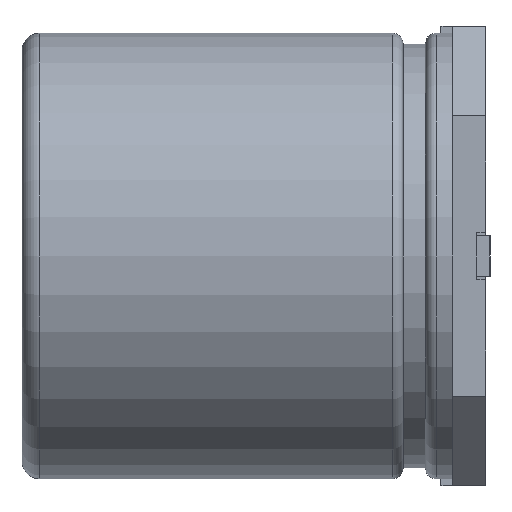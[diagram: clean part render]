
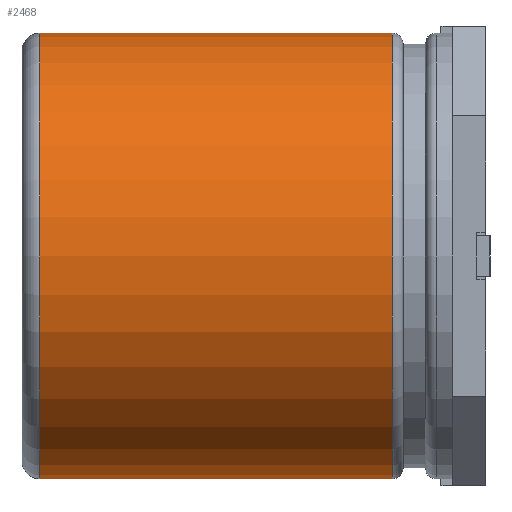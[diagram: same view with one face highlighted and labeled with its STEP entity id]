
A CAD part, left-side view. The second image highlights one B-rep face of the part: STEP entity #2468.
In plain terms, the highlighted cylindrical face has radius 5 mm (diameter 10 mm), a partial arc.
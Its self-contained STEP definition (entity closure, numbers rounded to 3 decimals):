
#1 = AXIS2_PLACEMENT_3D ( 'NONE', #4429, #6837, #806 ) ;
#369 = ORIENTED_EDGE ( 'NONE', *, *, #2595, .F. ) ;
#498 = DIRECTION ( 'NONE',  ( 0., -1., 0. ) ) ;
#578 = CARTESIAN_POINT ( 'NONE',  ( 0., 0.35, -5. ) ) ;
#662 = EDGE_CURVE ( 'NONE', #6966, #6162, #7259, .T. ) ;
#806 = DIRECTION ( 'NONE',  ( 0., 0., -1. ) ) ;
#1068 = FACE_OUTER_BOUND ( 'NONE', #6025, .T. ) ;
#1321 = EDGE_CURVE ( 'NONE', #3004, #6966, #5269, .T. ) ;
#1802 = CARTESIAN_POINT ( 'NONE',  ( 0., 10.1, -5. ) ) ;
#1816 = CARTESIAN_POINT ( 'NONE',  ( 0., 2.19, 0. ) ) ;
#2174 = AXIS2_PLACEMENT_3D ( 'NONE', #4240, #498, #4214 ) ;
#2383 = ORIENTED_EDGE ( 'NONE', *, *, #662, .T. ) ;
#2468 = ADVANCED_FACE ( 'NONE', ( #1068 ), #4953, .T. ) ;
#2595 = EDGE_CURVE ( 'NONE', #3004, #4083, #7508, .T. ) ;
#3004 = VERTEX_POINT ( 'NONE', #4001 ) ;
#3033 = DIRECTION ( 'NONE',  ( 0., 0., -1. ) ) ;
#3058 = DIRECTION ( 'NONE',  ( 0., -1., 0. ) ) ;
#3570 = VECTOR ( 'NONE', #5499, 1000. ) ;
#3714 = AXIS2_PLACEMENT_3D ( 'NONE', #1816, #3058, #3033 ) ;
#4001 = CARTESIAN_POINT ( 'NONE',  ( 0., 10.1, 5. ) ) ;
#4083 = VERTEX_POINT ( 'NONE', #4164 ) ;
#4164 = CARTESIAN_POINT ( 'NONE',  ( 0., 2.19, 5. ) ) ;
#4176 = EDGE_CURVE ( 'NONE', #4083, #6162, #6773, .T. ) ;
#4214 = DIRECTION ( 'NONE',  ( 0., 0., -1. ) ) ;
#4240 = CARTESIAN_POINT ( 'NONE',  ( 0., 10.1, 0. ) ) ;
#4429 = CARTESIAN_POINT ( 'NONE',  ( 0., 0.35, 0. ) ) ;
#4584 = CARTESIAN_POINT ( 'NONE',  ( 0., 0.35, 5. ) ) ;
#4686 = DIRECTION ( 'NONE',  ( 0., -1., 0. ) ) ;
#4953 = CYLINDRICAL_SURFACE ( 'NONE', #1, 5. ) ;
#5269 = CIRCLE ( 'NONE', #2174, 5. ) ;
#5467 = ORIENTED_EDGE ( 'NONE', *, *, #4176, .F. ) ;
#5499 = DIRECTION ( 'NONE',  ( 0., -1., 0. ) ) ;
#5919 = VECTOR ( 'NONE', #4686, 1000. ) ;
#6025 = EDGE_LOOP ( 'NONE', ( #369, #7819, #2383, #5467 ) ) ;
#6162 = VERTEX_POINT ( 'NONE', #7564 ) ;
#6773 = CIRCLE ( 'NONE', #3714, 5. ) ;
#6837 = DIRECTION ( 'NONE',  ( 0., -1., 0. ) ) ;
#6966 = VERTEX_POINT ( 'NONE', #1802 ) ;
#7259 = LINE ( 'NONE', #578, #3570 ) ;
#7508 = LINE ( 'NONE', #4584, #5919 ) ;
#7564 = CARTESIAN_POINT ( 'NONE',  ( 0., 2.19, -5. ) ) ;
#7819 = ORIENTED_EDGE ( 'NONE', *, *, #1321, .T. ) ;
